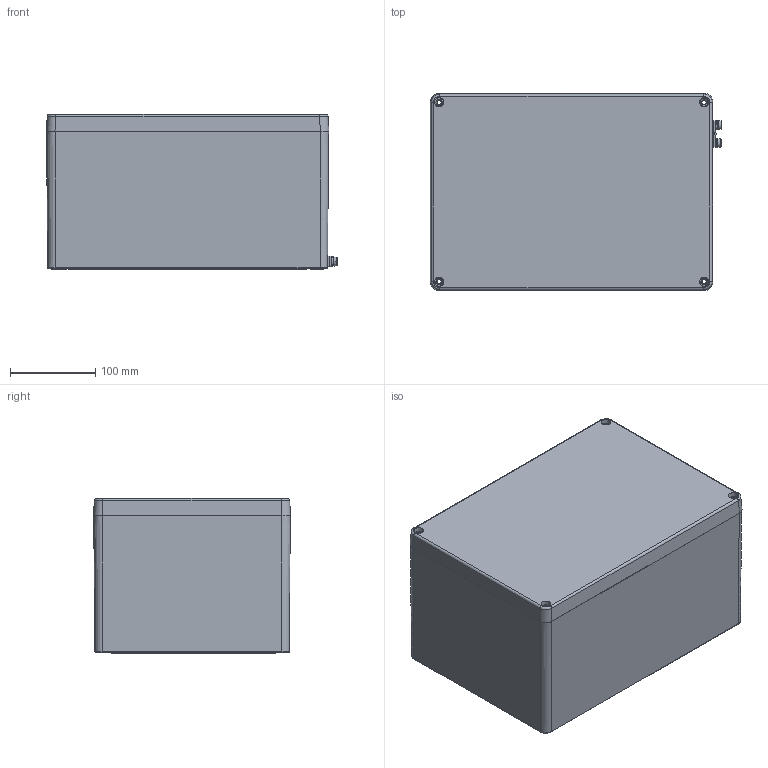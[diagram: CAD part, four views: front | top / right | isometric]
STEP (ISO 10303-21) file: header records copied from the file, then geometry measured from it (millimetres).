
FILE_DESCRIPTION(('FreeCAD Model'),'2;1');
FILE_NAME('GBAEX330230180.step', '2026-03-27T11:56:38',('Author'),(''), 'Open CASCADE STEP processor 7.3','FreeCAD','Unknown');
FILE_SCHEMA(('AUTOMOTIVE_DESIGN { 1 0 10303 214 1 1 1 1 }'));
Length unit declared in the file: millimetre
Products named in the file (4): GBAEX330230180; ALU_BASE_330230180; ALU_LID_330230180; M6_DOUBLE_EARTHING
Assembly tree (3 placements, depth 2):
  GBAEX330230180
    ALU_BASE_330230180
    ALU_LID_330230180
    M6_DOUBLE_EARTHING
Bounding box: 340.69 x 230.52 x 181.35 mm (x, y, z)
Volume: 2002232.9 mm3; surface area: 730023.3 mm2
Topology: 9 solids, 9 shells, 1295 faces, 3754 edges, 3941 vertices
Faces by surface type: plane 475, bspline 453, cylinder 267, cone 100
Entity records: 61128 total; most frequent: CARTESIAN_POINT 29108, ORIENTED_EDGE 6548, DIRECTION 5184, EDGE_CURVE 3274, VERTEX_POINT 2101, LINE 1954, VECTOR 1954, AXIS2_PLACEMENT_3D 1615
